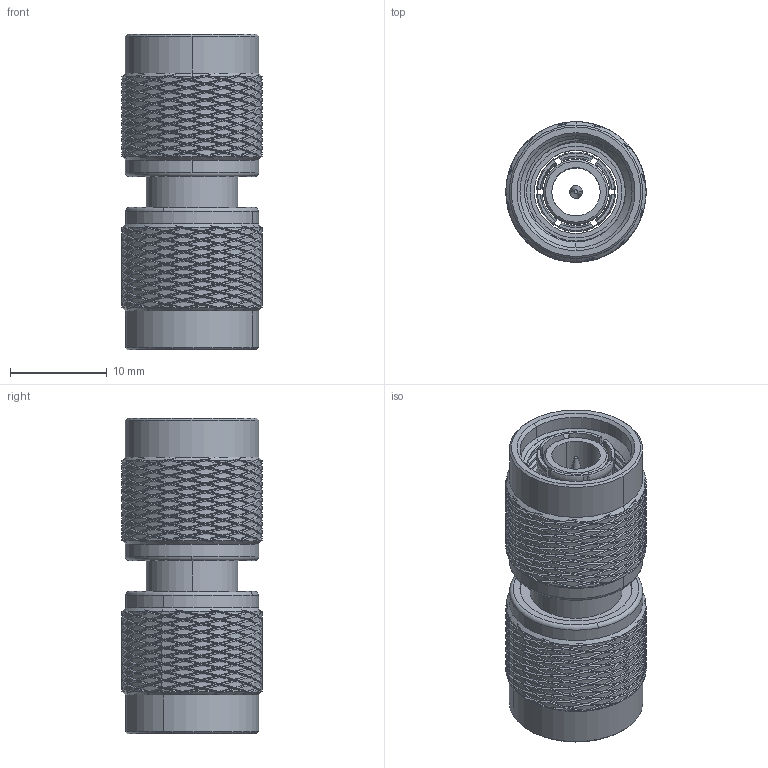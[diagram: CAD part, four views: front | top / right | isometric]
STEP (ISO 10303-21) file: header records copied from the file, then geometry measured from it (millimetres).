
FILE_DESCRIPTION (( 'STEP AP214' ), '1' );
FILE_NAME ('13-514-A3.STEP', '2025-10-27T12:44:46', ( '' ), ( '' ), 'SwSTEP 2.0', 'SolidWorks 2025', '' );
FILE_SCHEMA (( 'AUTOMOTIVE_DESIGN' ));
Products named in the file (1): 13-514-A3
Bounding box: 14.5 x 14.5 x 32.6 mm (x, y, z)
Surface area: 3713.7 mm2 (no closed solid volume)
Topology: 0 solids, 11 shells, 1734 faces, 5252 edges, 3498 vertices
Faces by surface type: bspline 1030, cylinder 582, plane 64, cone 42, torus 16
Entity records: 122596 total; most frequent: CARTESIAN_POINT 92723, ORIENTED_EDGE 10282, EDGE_CURVE 5252, VERTEX_POINT 3498, DIRECTION 2056, EDGE_LOOP 1742, FACE_OUTER_BOUND 1734, ADVANCED_FACE 1734
